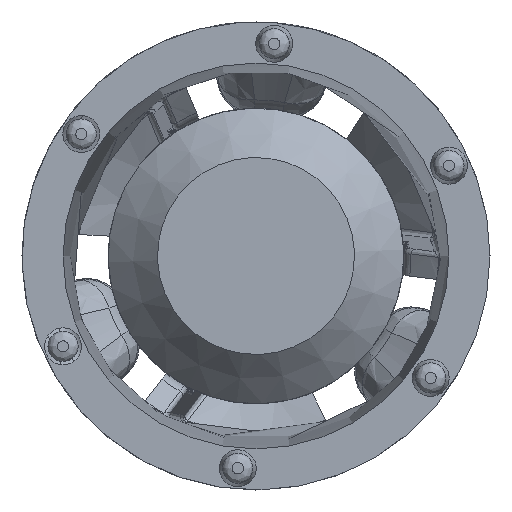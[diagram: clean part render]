
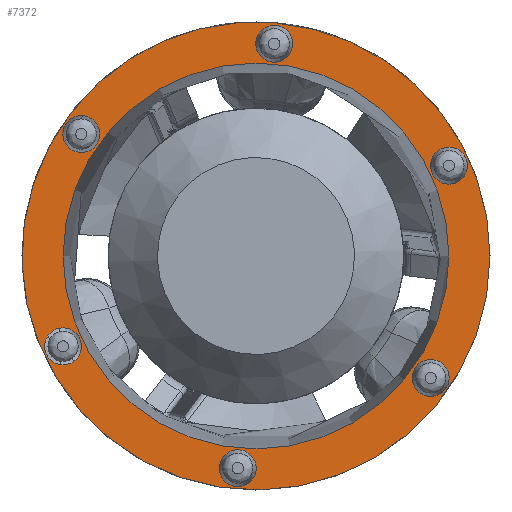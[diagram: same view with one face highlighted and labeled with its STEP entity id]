
A CAD part, left-side view. The second image highlights one B-rep face of the part: STEP entity #7372.
In plain terms, the highlighted planar face has unit normal (-1, 0, 0).
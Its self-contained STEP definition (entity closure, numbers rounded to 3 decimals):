
#293=FACE_BOUND('',#1879,.T.);
#294=FACE_BOUND('',#1880,.T.);
#295=FACE_BOUND('',#1881,.T.);
#296=FACE_BOUND('',#1882,.T.);
#297=FACE_BOUND('',#1883,.T.);
#298=FACE_BOUND('',#1884,.T.);
#299=FACE_BOUND('',#1885,.T.);
#1446=FACE_OUTER_BOUND('',#1878,.T.);
#1878=EDGE_LOOP('',(#6244,#6245));
#1879=EDGE_LOOP('',(#6246));
#1880=EDGE_LOOP('',(#6247));
#1881=EDGE_LOOP('',(#6248));
#1882=EDGE_LOOP('',(#6249));
#1883=EDGE_LOOP('',(#6250));
#1884=EDGE_LOOP('',(#6251));
#1885=EDGE_LOOP('',(#6252,#6253));
#2252=CIRCLE('',#7842,9.5);
#2253=CIRCLE('',#7843,9.5);
#2405=CIRCLE('',#8144,7.832);
#2406=CIRCLE('',#8145,7.832);
#2409=CIRCLE('',#8155,0.75);
#2410=CIRCLE('',#8156,0.75);
#2411=CIRCLE('',#8157,0.75);
#2412=CIRCLE('',#8158,0.75);
#2413=CIRCLE('',#8159,0.75);
#2414=CIRCLE('',#8160,0.75);
#2886=VERTEX_POINT('',#26659);
#2887=VERTEX_POINT('',#26660);
#3099=VERTEX_POINT('',#47564);
#3100=VERTEX_POINT('',#47566);
#3106=VERTEX_POINT('',#47960);
#3107=VERTEX_POINT('',#47962);
#3108=VERTEX_POINT('',#47964);
#3109=VERTEX_POINT('',#47966);
#3110=VERTEX_POINT('',#47968);
#3111=VERTEX_POINT('',#47970);
#3778=EDGE_CURVE('',#2886,#2887,#2252,.T.);
#3779=EDGE_CURVE('',#2887,#2886,#2253,.T.);
#4176=EDGE_CURVE('',#3099,#3100,#2405,.T.);
#4177=EDGE_CURVE('',#3100,#3099,#2406,.T.);
#4194=EDGE_CURVE('',#3106,#3106,#2409,.T.);
#4195=EDGE_CURVE('',#3107,#3107,#2410,.T.);
#4196=EDGE_CURVE('',#3108,#3108,#2411,.T.);
#4197=EDGE_CURVE('',#3109,#3109,#2412,.T.);
#4198=EDGE_CURVE('',#3110,#3110,#2413,.T.);
#4199=EDGE_CURVE('',#3111,#3111,#2414,.T.);
#6244=ORIENTED_EDGE('',*,*,#3778,.T.);
#6245=ORIENTED_EDGE('',*,*,#3779,.T.);
#6246=ORIENTED_EDGE('',*,*,#4194,.T.);
#6247=ORIENTED_EDGE('',*,*,#4195,.T.);
#6248=ORIENTED_EDGE('',*,*,#4196,.T.);
#6249=ORIENTED_EDGE('',*,*,#4197,.T.);
#6250=ORIENTED_EDGE('',*,*,#4198,.T.);
#6251=ORIENTED_EDGE('',*,*,#4199,.T.);
#6252=ORIENTED_EDGE('',*,*,#4177,.F.);
#6253=ORIENTED_EDGE('',*,*,#4176,.F.);
#6580=PLANE('',#8154);
#7372=ADVANCED_FACE('',(#1446,#293,#294,#295,#296,#297,#298,#299),#6580,
 .T.);
#7842=AXIS2_PLACEMENT_3D('',#26661,#9050,#9051);
#7843=AXIS2_PLACEMENT_3D('',#26662,#9052,#9053);
#8144=AXIS2_PLACEMENT_3D('',#47567,#9685,#9686);
#8145=AXIS2_PLACEMENT_3D('',#47568,#9687,#9688);
#8154=AXIS2_PLACEMENT_3D('',#47959,#9706,#9707);
#8155=AXIS2_PLACEMENT_3D('',#47961,#9708,#9709);
#8156=AXIS2_PLACEMENT_3D('',#47963,#9710,#9711);
#8157=AXIS2_PLACEMENT_3D('',#47965,#9712,#9713);
#8158=AXIS2_PLACEMENT_3D('',#47967,#9714,#9715);
#8159=AXIS2_PLACEMENT_3D('',#47969,#9716,#9717);
#8160=AXIS2_PLACEMENT_3D('',#47971,#9718,#9719);
#9050=DIRECTION('center_axis',(-1.,0.,0.));
#9051=DIRECTION('ref_axis',(0.,1.,0.));
#9052=DIRECTION('center_axis',(-1.,0.,0.));
#9053=DIRECTION('ref_axis',(0.,1.,0.));
#9685=DIRECTION('center_axis',(-1.,0.,0.));
#9686=DIRECTION('ref_axis',(0.,1.,0.));
#9687=DIRECTION('center_axis',(-1.,0.,0.));
#9688=DIRECTION('ref_axis',(0.,1.,0.));
#9706=DIRECTION('center_axis',(-1.,0.,0.));
#9707=DIRECTION('ref_axis',(0.,1.,0.));
#9708=DIRECTION('center_axis',(1.,0.,0.));
#9709=DIRECTION('ref_axis',(0.,-0.866,-0.5));
#9710=DIRECTION('center_axis',(1.,0.,0.));
#9711=DIRECTION('ref_axis',(0.,0.,-1.));
#9712=DIRECTION('center_axis',(1.,0.,0.));
#9713=DIRECTION('ref_axis',(0.,0.866,-0.5));
#9714=DIRECTION('center_axis',(1.,0.,0.));
#9715=DIRECTION('ref_axis',(0.,0.866,0.5));
#9716=DIRECTION('center_axis',(1.,0.,0.));
#9717=DIRECTION('ref_axis',(0.,0.,1.));
#9718=DIRECTION('center_axis',(1.,0.,0.));
#9719=DIRECTION('ref_axis',(0.,-0.866,0.5));
#26659=CARTESIAN_POINT('',(-35.882,8.729,7.004));
#26660=CARTESIAN_POINT('',(-35.882,-7.189,0.));
#26661=CARTESIAN_POINT('Origin',(-35.882,2.311,0.));
#26662=CARTESIAN_POINT('Origin',(-35.882,2.311,0.));
#47564=CARTESIAN_POINT('',(-35.882,-5.521,0.));
#47566=CARTESIAN_POINT('',(-35.882,0.951,7.712));
#47567=CARTESIAN_POINT('Origin',(-35.882,2.311,0.));
#47568=CARTESIAN_POINT('Origin',(-35.882,2.311,0.));
#47959=CARTESIAN_POINT('Origin',(-35.882,10.311,0.));
#47960=CARTESIAN_POINT('',(-35.882,2.219,8.992));
#47961=CARTESIAN_POINT('Origin',(-35.882,1.57,8.617));
#47962=CARTESIAN_POINT('',(-35.882,-5.523,4.417));
#47963=CARTESIAN_POINT('Origin',(-35.882,-5.523,3.667));
#47964=CARTESIAN_POINT('',(-35.882,-5.432,-4.576));
#47965=CARTESIAN_POINT('Origin',(-35.882,-4.782,-4.951));
#47966=CARTESIAN_POINT('',(-35.882,2.402,-8.993));
#47967=CARTESIAN_POINT('Origin',(-35.882,3.051,-8.618));
#47968=CARTESIAN_POINT('',(-35.882,10.144,-4.418));
#47969=CARTESIAN_POINT('Origin',(-35.882,10.144,-3.668));
#47970=CARTESIAN_POINT('',(-35.882,10.053,4.575));
#47971=CARTESIAN_POINT('Origin',(-35.882,9.403,4.95));
